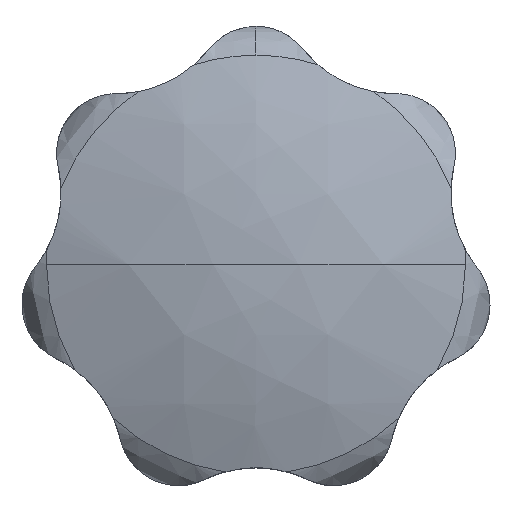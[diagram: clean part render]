
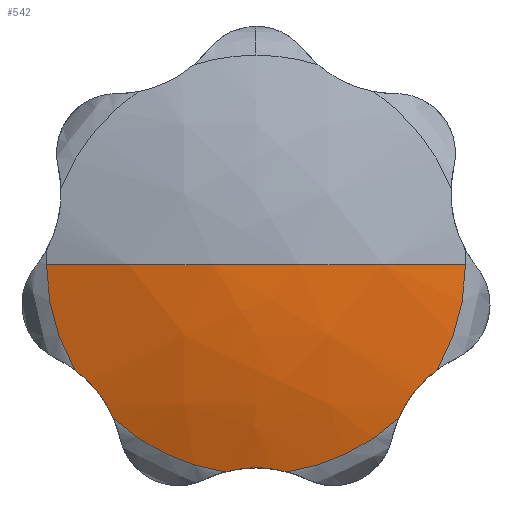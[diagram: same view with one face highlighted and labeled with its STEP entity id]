
A CAD part, top view. The second image highlights one B-rep face of the part: STEP entity #542.
In plain terms, the highlighted free-form (B-spline) face has degree [3, 3] with [4, 4] control points.
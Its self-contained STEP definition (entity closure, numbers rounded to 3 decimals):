
#37 = EDGE_CURVE ( 'NONE', #459, #207, #1409, .T. ) ;
#47 = B_SPLINE_CURVE_WITH_KNOTS ( 'NONE', 3,
 ( #562, #128, #146, #1096, #1087, #559, #1494, #682 ),
 .UNSPECIFIED., .F., .F.,
 ( 4, 2, 2, 4 ),
 ( 0., 0.002, 0.003, 0.004 ),
 .UNSPECIFIED. ) ;
#50 = EDGE_CURVE ( 'NONE', #272, #521, #1294, .T. ) ;
#69 = EDGE_CURVE ( 'NONE', #1638, #838, #376, .T. ) ;
#83 = CARTESIAN_POINT ( 'NONE',  ( -11.599, -7.454, 17.555 ) ) ;
#98 = CARTESIAN_POINT ( 'NONE',  ( -14.215, -13.084, 15.025 ) ) ;
#101 = CARTESIAN_POINT ( 'NONE',  ( -10.231, -9.058, 17.595 ) ) ;
#109 = EDGE_CURVE ( 'NONE', #153, #272, #47, .T. ) ;
#113 = DIRECTION ( 'NONE',  ( 0., 1., 0. ) ) ;
#128 = CARTESIAN_POINT ( 'NONE',  ( -1.404, -13.716, 17.555 ) ) ;
#146 = CARTESIAN_POINT ( 'NONE',  ( -0.712, -13.624, 17.608 ) ) ;
#153 = VERTEX_POINT ( 'NONE', #826 ) ;
#164 = CARTESIAN_POINT ( 'NONE',  ( 12.165, -7.038, 17.45 ) ) ;
#169 = CARTESIAN_POINT ( 'NONE',  ( 14.054, 0., 17.45 ) ) ;
#176 = CARTESIAN_POINT ( 'NONE',  ( 10.868, -8.222, 17.609 ) ) ;
#207 = VERTEX_POINT ( 'NONE', #731 ) ;
#232 = CARTESIAN_POINT ( 'NONE',  ( -10.434, -8.766, 17.609 ) ) ;
#246 = CARTESIAN_POINT ( 'NONE',  ( -4.954, -4.901, 20.91 ) ) ;
#258 = EDGE_CURVE ( 'NONE', #838, #153, #1596, .T. ) ;
#266 = CARTESIAN_POINT ( 'NONE',  ( 9.568, -10.294, 17.45 ) ) ;
#272 = VERTEX_POINT ( 'NONE', #1030 ) ;
#296 = CIRCLE ( 'NONE', #512, 14.054 ) ;
#320 = CARTESIAN_POINT ( 'NONE',  ( 12.165, -7.038, 17.45 ) ) ;
#375 = DIRECTION ( 'NONE',  ( 1., 0., 0. ) ) ;
#376 = B_SPLINE_CURVE_WITH_KNOTS ( 'NONE', 3,
 ( #1319, #83, #516, #232, #101, #1190, #1066, #1330 ),
 .UNSPECIFIED., .F., .F.,
 ( 4, 2, 2, 4 ),
 ( 0., 0.002, 0.003, 0.004 ),
 .UNSPECIFIED. ) ;
#390 = CARTESIAN_POINT ( 'NONE',  ( -4.954, -14.316, 18.323 ) ) ;
#405 = CARTESIAN_POINT ( 'NONE',  ( -4.954, -9.725, 20.038 ) ) ;
#407 = AXIS2_PLACEMENT_3D ( 'NONE', #931, #1054, #113 ) ;
#419 = DIRECTION ( 'NONE',  ( 0., 0., 1. ) ) ;
#423 = CARTESIAN_POINT ( 'NONE',  ( 0., 0., 17.45 ) ) ;
#432 =( BOUNDED_SURFACE ( )  B_SPLINE_SURFACE ( 3, 3, ( 
 ( #527, #1465, #1763, #652 ),
 ( #536, #1337, #1471, #1214 ),
 ( #928, #246, #405, #390 ),
 ( #1327, #1750, #922, #98 ) ),
 .UNSPECIFIED., .F., .F., .F. ) 
 B_SPLINE_SURFACE_WITH_KNOTS ( ( 4, 4 ),
 ( 4, 4 ),
 ( 0., 1. ),
 ( 0., 1. ),
 .UNSPECIFIED. ) 
 GEOMETRIC_REPRESENTATION_ITEM ( )  RATIONAL_B_SPLINE_SURFACE ( (
 ( 1., 0.989, 0.989, 1.),
 ( 0.956, 0.946, 0.946, 0.956),
 ( 0.956, 0.946, 0.946, 0.956),
 ( 1., 0.989, 0.989, 1.) ) ) 
 REPRESENTATION_ITEM ( '' )  SURFACE ( )  );
#441 = ORIENTED_EDGE ( 'NONE', *, *, #258, .T. ) ;
#459 = VERTEX_POINT ( 'NONE', #169 ) ;
#482 = ORIENTED_EDGE ( 'NONE', *, *, #109, .T. ) ;
#509 = CARTESIAN_POINT ( 'NONE',  ( 0., 0., 17.45 ) ) ;
#512 = AXIS2_PLACEMENT_3D ( 'NONE', #811, #1229, #1778 ) ;
#516 = CARTESIAN_POINT ( 'NONE',  ( -11.095, -7.938, 17.608 ) ) ;
#519 = CARTESIAN_POINT ( 'NONE',  ( -12.165, -7.038, 17.45 ) ) ;
#521 = VERTEX_POINT ( 'NONE', #801 ) ;
#527 = CARTESIAN_POINT ( 'NONE',  ( 14.215, 0., 17.389 ) ) ;
#536 = CARTESIAN_POINT ( 'NONE',  ( 4.954, 0., 20.91 ) ) ;
#542 = ADVANCED_FACE ( 'NONE', ( #1686 ), #432, .T. ) ;
#552 = B_SPLINE_CURVE_WITH_KNOTS ( 'NONE', 3,
 ( #266, #1612, #1285, #176, #1271, #1412, #972, #164 ),
 .UNSPECIFIED., .F., .F.,
 ( 4, 2, 2, 4 ),
 ( 0., 0.002, 0.003, 0.004 ),
 .UNSPECIFIED. ) ;
#559 = CARTESIAN_POINT ( 'NONE',  ( 1.399, -13.739, 17.542 ) ) ;
#562 = CARTESIAN_POINT ( 'NONE',  ( -2.082, -13.899, 17.45 ) ) ;
#576 = EDGE_CURVE ( 'NONE', #521, #1016, #552, .T. ) ;
#607 = ORIENTED_EDGE ( 'NONE', *, *, #50, .T. ) ;
#652 = CARTESIAN_POINT ( 'NONE',  ( 14.215, -13.084, 15.025 ) ) ;
#664 = AXIS2_PLACEMENT_3D ( 'NONE', #423, #419, #1104 ) ;
#682 = CARTESIAN_POINT ( 'NONE',  ( 2.082, -13.899, 17.45 ) ) ;
#731 = CARTESIAN_POINT ( 'NONE',  ( -14.054, 0., 17.45 ) ) ;
#753 = EDGE_CURVE ( 'NONE', #207, #1638, #296, .T. ) ;
#801 = CARTESIAN_POINT ( 'NONE',  ( 9.568, -10.294, 17.45 ) ) ;
#811 = CARTESIAN_POINT ( 'NONE',  ( 0., 0., 17.45 ) ) ;
#826 = CARTESIAN_POINT ( 'NONE',  ( -2.082, -13.899, 17.45 ) ) ;
#838 = VERTEX_POINT ( 'NONE', #1239 ) ;
#922 = CARTESIAN_POINT ( 'NONE',  ( -14.215, -8.888, 16.592 ) ) ;
#928 = CARTESIAN_POINT ( 'NONE',  ( -4.954, 0., 20.91 ) ) ;
#931 = CARTESIAN_POINT ( 'NONE',  ( 0., 0., 17.45 ) ) ;
#943 = ORIENTED_EDGE ( 'NONE', *, *, #37, .T. ) ;
#949 = AXIS2_PLACEMENT_3D ( 'NONE', #509, #1316, #1446 ) ;
#972 = CARTESIAN_POINT ( 'NONE',  ( 11.882, -7.246, 17.503 ) ) ;
#990 = CIRCLE ( 'NONE', #664, 14.054 ) ;
#1016 = VERTEX_POINT ( 'NONE', #320 ) ;
#1030 = CARTESIAN_POINT ( 'NONE',  ( 2.082, -13.899, 17.45 ) ) ;
#1048 = DIRECTION ( 'NONE',  ( 0., -1., 0. ) ) ;
#1054 = DIRECTION ( 'NONE',  ( 0., 0., 1. ) ) ;
#1066 = CARTESIAN_POINT ( 'NONE',  ( -9.708, -9.972, 17.503 ) ) ;
#1087 = CARTESIAN_POINT ( 'NONE',  ( 0.703, -13.646, 17.595 ) ) ;
#1096 = CARTESIAN_POINT ( 'NONE',  ( 0.348, -13.623, 17.609 ) ) ;
#1104 = DIRECTION ( 'NONE',  ( 0., 1., 0. ) ) ;
#1170 = EDGE_CURVE ( 'NONE', #1016, #459, #990, .T. ) ;
#1190 = CARTESIAN_POINT ( 'NONE',  ( -9.869, -9.66, 17.542 ) ) ;
#1208 = ORIENTED_EDGE ( 'NONE', *, *, #576, .T. ) ;
#1214 = CARTESIAN_POINT ( 'NONE',  ( 4.954, -14.316, 18.323 ) ) ;
#1229 = DIRECTION ( 'NONE',  ( 0., 0., 1. ) ) ;
#1239 = CARTESIAN_POINT ( 'NONE',  ( -9.568, -10.294, 17.45 ) ) ;
#1271 = CARTESIAN_POINT ( 'NONE',  ( 11.108, -7.959, 17.595 ) ) ;
#1285 = CARTESIAN_POINT ( 'NONE',  ( 10.208, -9.051, 17.608 ) ) ;
#1294 = CIRCLE ( 'NONE', #407, 14.054 ) ;
#1316 = DIRECTION ( 'NONE',  ( 0., 0., 1. ) ) ;
#1319 = CARTESIAN_POINT ( 'NONE',  ( -12.165, -7.038, 17.45 ) ) ;
#1327 = CARTESIAN_POINT ( 'NONE',  ( -14.215, 0., 17.389 ) ) ;
#1330 = CARTESIAN_POINT ( 'NONE',  ( -9.568, -10.294, 17.45 ) ) ;
#1337 = CARTESIAN_POINT ( 'NONE',  ( 4.954, -4.901, 20.91 ) ) ;
#1363 = ORIENTED_EDGE ( 'NONE', *, *, #1170, .T. ) ;
#1409 = CIRCLE ( 'NONE', #1496, 40. ) ;
#1412 = CARTESIAN_POINT ( 'NONE',  ( 11.614, -7.472, 17.542 ) ) ;
#1446 = DIRECTION ( 'NONE',  ( 0., 1., 0. ) ) ;
#1465 = CARTESIAN_POINT ( 'NONE',  ( 14.215, -4.48, 17.389 ) ) ;
#1471 = CARTESIAN_POINT ( 'NONE',  ( 4.954, -9.725, 20.038 ) ) ;
#1485 = EDGE_LOOP ( 'NONE', ( #1363, #943, #1540, #1559, #441, #482, #607, #1208 ) ) ;
#1494 = CARTESIAN_POINT ( 'NONE',  ( 1.743, -13.808, 17.503 ) ) ;
#1496 = AXIS2_PLACEMENT_3D ( 'NONE', #1608, #1048, #375 ) ;
#1540 = ORIENTED_EDGE ( 'NONE', *, *, #753, .T. ) ;
#1559 = ORIENTED_EDGE ( 'NONE', *, *, #69, .T. ) ;
#1596 = CIRCLE ( 'NONE', #949, 14.054 ) ;
#1608 = CARTESIAN_POINT ( 'NONE',  ( 0., 0., -20. ) ) ;
#1612 = CARTESIAN_POINT ( 'NONE',  ( 9.848, -9.65, 17.555 ) ) ;
#1638 = VERTEX_POINT ( 'NONE', #519 ) ;
#1686 = FACE_OUTER_BOUND ( 'NONE', #1485, .T. ) ;
#1750 = CARTESIAN_POINT ( 'NONE',  ( -14.215, -4.48, 17.389 ) ) ;
#1763 = CARTESIAN_POINT ( 'NONE',  ( 14.215, -8.888, 16.592 ) ) ;
#1778 = DIRECTION ( 'NONE',  ( 0., 1., 0. ) ) ;
